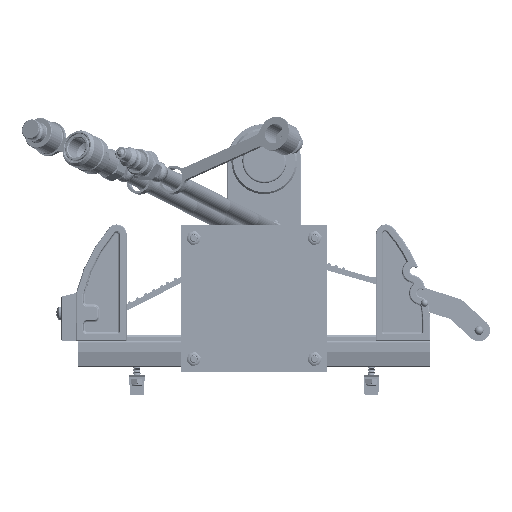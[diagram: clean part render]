
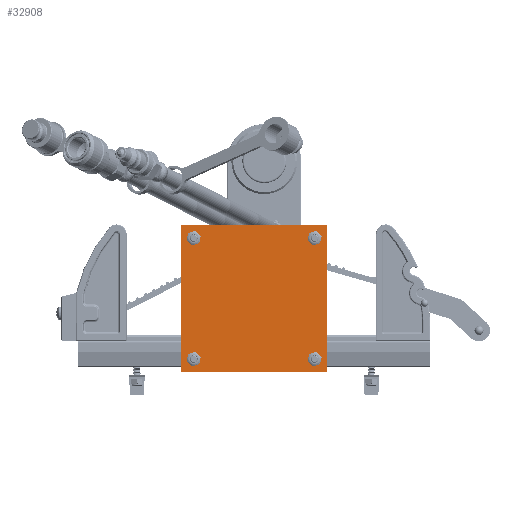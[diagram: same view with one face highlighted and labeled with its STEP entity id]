
A CAD part, front view. The second image highlights one B-rep face of the part: STEP entity #32908.
In plain terms, the highlighted planar face has unit normal (0, -1, 0).
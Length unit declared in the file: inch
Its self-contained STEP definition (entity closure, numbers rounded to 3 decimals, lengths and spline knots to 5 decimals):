
#470 = CARTESIAN_POINT ( 'NONE',  ( -2.0625, 0., -1.934 ) ) ;
#3271 = LINE ( 'NONE', #55660, #54162 ) ;
#3576 = VERTEX_POINT ( 'NONE', #470 ) ;
#5108 = VERTEX_POINT ( 'NONE', #67312 ) ;
#5503 = CARTESIAN_POINT ( 'NONE',  ( -2.0625, 0., 2.0625 ) ) ;
#6120 = CARTESIAN_POINT ( 'NONE',  ( 2.0625, 0., -2.0625 ) ) ;
#9268 = EDGE_CURVE ( 'NONE', #3576, #34439, #46811, .T. ) ;
#9566 = LINE ( 'NONE', #79134, #78739 ) ;
#11855 = FACE_BOUND ( 'NONE', #26060, .T. ) ;
#13289 = EDGE_CURVE ( 'NONE', #66631, #95997, #87212, .T. ) ;
#13367 = EDGE_CURVE ( 'NONE', #73496, #5108, #9566, .T. ) ;
#14612 = DIRECTION ( 'NONE',  ( 0., 0., 1. ) ) ;
#14713 = FACE_BOUND ( 'NONE', #46282, .T. ) ;
#14896 = VECTOR ( 'NONE', #103609, 39.37008 ) ;
#15240 = DIRECTION ( 'NONE',  ( 0., 0., 1. ) ) ;
#17165 = DIRECTION ( 'NONE',  ( 0., 1., 0. ) ) ;
#18043 = AXIS2_PLACEMENT_3D ( 'NONE', #6120, #69216, #15240 ) ;
#21962 = EDGE_LOOP ( 'NONE', ( #73571, #26600, #68450, #64214 ) ) ;
#26060 = EDGE_LOOP ( 'NONE', ( #30559, #76456 ) ) ;
#26569 = CARTESIAN_POINT ( 'NONE',  ( 2.0625, 0., -2.0625 ) ) ;
#26600 = ORIENTED_EDGE ( 'NONE', *, *, #94994, .F. ) ;
#27480 = DIRECTION ( 'NONE',  ( 0., 1., 0. ) ) ;
#27524 = CIRCLE ( 'NONE', #70052, 0.1285 ) ;
#28035 = VERTEX_POINT ( 'NONE', #77610 ) ;
#28613 = CIRCLE ( 'NONE', #46472, 0.1285 ) ;
#29204 = AXIS2_PLACEMENT_3D ( 'NONE', #5503, #68614, #14612 ) ;
#30559 = ORIENTED_EDGE ( 'NONE', *, *, #33249, .T. ) ;
#32908 = ADVANCED_FACE ( 'NONE', ( #14713, #59804, #35939, #11855, #105096 ), #107097, .T. ) ;
#33249 = EDGE_CURVE ( 'NONE', #40303, #44711, #34452, .T. ) ;
#34439 = VERTEX_POINT ( 'NONE', #47901 ) ;
#34452 = CIRCLE ( 'NONE', #29204, 0.1285 ) ;
#34737 = EDGE_CURVE ( 'NONE', #95997, #66631, #97730, .T. ) ;
#35296 = DIRECTION ( 'NONE',  ( 0., -1., 0. ) ) ;
#35654 = DIRECTION ( 'NONE',  ( 0., 0., 1. ) ) ;
#35939 = FACE_BOUND ( 'NONE', #37848, .T. ) ;
#36946 = CARTESIAN_POINT ( 'NONE',  ( -2.0625, 0., -2.0625 ) ) ;
#37848 = EDGE_LOOP ( 'NONE', ( #108038, #95106 ) ) ;
#40303 = VERTEX_POINT ( 'NONE', #101570 ) ;
#43977 = CARTESIAN_POINT ( 'NONE',  ( 2.5, 0., -2.5 ) ) ;
#44711 = VERTEX_POINT ( 'NONE', #105200 ) ;
#44727 = DIRECTION ( 'NONE',  ( 0., 1., 0. ) ) ;
#45698 = AXIS2_PLACEMENT_3D ( 'NONE', #81478, #27480, #90589 ) ;
#46019 = DIRECTION ( 'NONE',  ( 0., 0., 1. ) ) ;
#46282 = EDGE_LOOP ( 'NONE', ( #102314, #62756 ) ) ;
#46472 = AXIS2_PLACEMENT_3D ( 'NONE', #101321, #47228, #110418 ) ;
#46811 = CIRCLE ( 'NONE', #45698, 0.1285 ) ;
#47228 = DIRECTION ( 'NONE',  ( 0., 1., 0. ) ) ;
#47901 = CARTESIAN_POINT ( 'NONE',  ( -2.0625, 0., -2.191 ) ) ;
#48702 = EDGE_CURVE ( 'NONE', #28035, #73496, #110014, .T. ) ;
#49570 = ORIENTED_EDGE ( 'NONE', *, *, #34737, .T. ) ;
#53560 = CARTESIAN_POINT ( 'NONE',  ( 2.0625, 0., 1.934 ) ) ;
#54162 = VECTOR ( 'NONE', #91998, 39.37008 ) ;
#55299 = CARTESIAN_POINT ( 'NONE',  ( 2.5, 0., -2.5 ) ) ;
#55660 = CARTESIAN_POINT ( 'NONE',  ( -2.5, 0., 2.5 ) ) ;
#59804 = FACE_BOUND ( 'NONE', #86918, .T. ) ;
#61873 = VECTOR ( 'NONE', #92849, 39.37008 ) ;
#61996 = AXIS2_PLACEMENT_3D ( 'NONE', #98804, #44727, #107862 ) ;
#62756 = ORIENTED_EDGE ( 'NONE', *, *, #70079, .T. ) ;
#64214 = ORIENTED_EDGE ( 'NONE', *, *, #13367, .F. ) ;
#64470 = EDGE_CURVE ( 'NONE', #102893, #99269, #27524, .T. ) ;
#65198 = EDGE_CURVE ( 'NONE', #5108, #78827, #3271, .T. ) ;
#66631 = VERTEX_POINT ( 'NONE', #69111 ) ;
#67312 = CARTESIAN_POINT ( 'NONE',  ( -2.5, 0., -2.5 ) ) ;
#68450 = ORIENTED_EDGE ( 'NONE', *, *, #65198, .F. ) ;
#68514 = AXIS2_PLACEMENT_3D ( 'NONE', #26569, #89668, #35654 ) ;
#68614 = DIRECTION ( 'NONE',  ( 0., 1., 0. ) ) ;
#69111 = CARTESIAN_POINT ( 'NONE',  ( 2.0625, 0., -1.934 ) ) ;
#69216 = DIRECTION ( 'NONE',  ( 0., 1., 0. ) ) ;
#70052 = AXIS2_PLACEMENT_3D ( 'NONE', #71176, #17165, #80305 ) ;
#70079 = EDGE_CURVE ( 'NONE', #34439, #3576, #73746, .T. ) ;
#71120 = CARTESIAN_POINT ( 'NONE',  ( 2.0625, 0., -2.191 ) ) ;
#71176 = CARTESIAN_POINT ( 'NONE',  ( 2.0625, 0., 2.0625 ) ) ;
#72264 = CIRCLE ( 'NONE', #61996, 0.1285 ) ;
#72628 = CARTESIAN_POINT ( 'NONE',  ( -2.5, 0., 2.5 ) ) ;
#73496 = VERTEX_POINT ( 'NONE', #55299 ) ;
#73571 = ORIENTED_EDGE ( 'NONE', *, *, #48702, .F. ) ;
#73746 = CIRCLE ( 'NONE', #82536, 0.1285 ) ;
#76456 = ORIENTED_EDGE ( 'NONE', *, *, #84394, .T. ) ;
#77610 = CARTESIAN_POINT ( 'NONE',  ( 2.5, 0., 2.5 ) ) ;
#78739 = VECTOR ( 'NONE', #115088, 39.37008 ) ;
#78827 = VERTEX_POINT ( 'NONE', #72628 ) ;
#79134 = CARTESIAN_POINT ( 'NONE',  ( -2.5, 0., -2.5 ) ) ;
#80305 = DIRECTION ( 'NONE',  ( 0., 0., 1. ) ) ;
#81478 = CARTESIAN_POINT ( 'NONE',  ( -2.0625, 0., -2.0625 ) ) ;
#82536 = AXIS2_PLACEMENT_3D ( 'NONE', #36946, #100118, #46019 ) ;
#83748 = CARTESIAN_POINT ( 'NONE',  ( 2.5, 0., 2.5 ) ) ;
#84394 = EDGE_CURVE ( 'NONE', #44711, #40303, #28613, .T. ) ;
#85371 = CARTESIAN_POINT ( 'NONE',  ( -2.5, 0., 2.5 ) ) ;
#86859 = LINE ( 'NONE', #85371, #14896 ) ;
#86918 = EDGE_LOOP ( 'NONE', ( #93980, #49570 ) ) ;
#87212 = CIRCLE ( 'NONE', #18043, 0.1285 ) ;
#89668 = DIRECTION ( 'NONE',  ( 0., 1., 0. ) ) ;
#90589 = DIRECTION ( 'NONE',  ( 0., 0., 1. ) ) ;
#91998 = DIRECTION ( 'NONE',  ( 0., 0., 1. ) ) ;
#92258 = CARTESIAN_POINT ( 'NONE',  ( 2.0625, 0., 2.191 ) ) ;
#92849 = DIRECTION ( 'NONE',  ( 0., 0., -1. ) ) ;
#93980 = ORIENTED_EDGE ( 'NONE', *, *, #13289, .T. ) ;
#94143 = AXIS2_PLACEMENT_3D ( 'NONE', #43977, #35296, #98418 ) ;
#94994 = EDGE_CURVE ( 'NONE', #78827, #28035, #86859, .T. ) ;
#95106 = ORIENTED_EDGE ( 'NONE', *, *, #98114, .T. ) ;
#95997 = VERTEX_POINT ( 'NONE', #71120 ) ;
#97730 = CIRCLE ( 'NONE', #68514, 0.1285 ) ;
#98114 = EDGE_CURVE ( 'NONE', #99269, #102893, #72264, .T. ) ;
#98418 = DIRECTION ( 'NONE',  ( 0., 0., -1. ) ) ;
#98804 = CARTESIAN_POINT ( 'NONE',  ( 2.0625, 0., 2.0625 ) ) ;
#99269 = VERTEX_POINT ( 'NONE', #53560 ) ;
#100118 = DIRECTION ( 'NONE',  ( 0., 1., 0. ) ) ;
#101321 = CARTESIAN_POINT ( 'NONE',  ( -2.0625, 0., 2.0625 ) ) ;
#101570 = CARTESIAN_POINT ( 'NONE',  ( -2.0625, 0., 2.191 ) ) ;
#102314 = ORIENTED_EDGE ( 'NONE', *, *, #9268, .T. ) ;
#102893 = VERTEX_POINT ( 'NONE', #92258 ) ;
#103609 = DIRECTION ( 'NONE',  ( 1., 0., 0. ) ) ;
#105096 = FACE_OUTER_BOUND ( 'NONE', #21962, .T. ) ;
#105200 = CARTESIAN_POINT ( 'NONE',  ( -2.0625, 0., 1.934 ) ) ;
#107097 = PLANE ( 'NONE',  #94143 ) ;
#107862 = DIRECTION ( 'NONE',  ( 0., 0., 1. ) ) ;
#108038 = ORIENTED_EDGE ( 'NONE', *, *, #64470, .T. ) ;
#110014 = LINE ( 'NONE', #83748, #61873 ) ;
#110418 = DIRECTION ( 'NONE',  ( 0., 0., 1. ) ) ;
#115088 = DIRECTION ( 'NONE',  ( -1., 0., 0. ) ) ;
